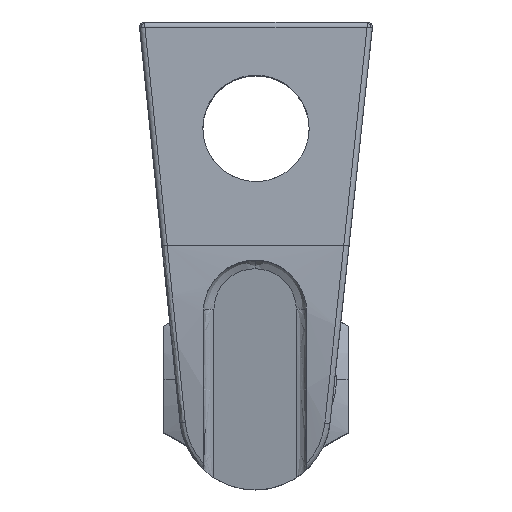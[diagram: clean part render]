
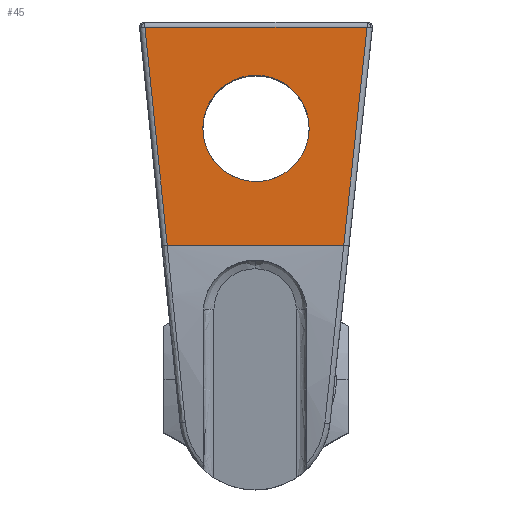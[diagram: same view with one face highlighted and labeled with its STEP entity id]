
A CAD part, top view. The second image highlights one B-rep face of the part: STEP entity #45.
In plain terms, the highlighted planar face has unit normal (0, 0, 1).
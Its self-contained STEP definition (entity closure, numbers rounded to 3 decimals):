
#45=ADVANCED_FACE('',(#165,#140),#1708,.T.);
#140=FACE_BOUND('',#280,.T.);
#165=FACE_OUTER_BOUND('',#279,.T.);
#279=EDGE_LOOP('',(#468,#469,#470,#471));
#280=EDGE_LOOP('',(#472,#473));
#468=ORIENTED_EDGE('',*,*,#974,.T.);
#469=ORIENTED_EDGE('',*,*,#973,.T.);
#470=ORIENTED_EDGE('',*,*,#971,.T.);
#471=ORIENTED_EDGE('',*,*,#972,.T.);
#472=ORIENTED_EDGE('',*,*,#958,.F.);
#473=ORIENTED_EDGE('',*,*,#960,.F.);
#958=EDGE_CURVE('',#1489,#1490,#1209,.T.);
#960=EDGE_CURVE('',#1490,#1489,#1211,.T.);
#971=EDGE_CURVE('',#1500,#1501,#1371,.T.);
#972=EDGE_CURVE('',#1501,#1502,#1372,.T.);
#973=EDGE_CURVE('',#1503,#1500,#1373,.T.);
#974=EDGE_CURVE('',#1502,#1503,#1374,.T.);
#1209=(
BOUNDED_CURVE()
B_SPLINE_CURVE(2,(#7178,#7179,#7180,#7181,#7182),.UNSPECIFIED.,.F.,.F.)
B_SPLINE_CURVE_WITH_KNOTS((3,2,3),(0.,7.854,15.708),
 .UNSPECIFIED.)
CURVE()
GEOMETRIC_REPRESENTATION_ITEM()
RATIONAL_B_SPLINE_CURVE((1.,0.707,1.,0.707,1.))
REPRESENTATION_ITEM('')
);
#1211=(
BOUNDED_CURVE()
B_SPLINE_CURVE(2,(#7188,#7189,#7190,#7191,#7192),.UNSPECIFIED.,.F.,.F.)
B_SPLINE_CURVE_WITH_KNOTS((3,2,3),(15.708,23.562,31.416),
 .UNSPECIFIED.)
CURVE()
GEOMETRIC_REPRESENTATION_ITEM()
RATIONAL_B_SPLINE_CURVE((1.,0.707,1.,0.707,1.))
REPRESENTATION_ITEM('')
);
#1371=B_SPLINE_CURVE_WITH_KNOTS('',1,(#7228,#7229),.UNSPECIFIED.,.F.,.F.,
(2,2),(-16.6,0.),.UNSPECIFIED.);
#1372=B_SPLINE_CURVE_WITH_KNOTS('',1,(#7230,#7231),.UNSPECIFIED.,.F.,.F.,
(2,2),(0.,20.617),.UNSPECIFIED.);
#1373=B_SPLINE_CURVE_WITH_KNOTS('',1,(#7232,#7233),.UNSPECIFIED.,.F.,.F.,
(2,2),(0.,20.607),.UNSPECIFIED.);
#1374=B_SPLINE_CURVE_WITH_KNOTS('',1,(#7234,#7235),.UNSPECIFIED.,.F.,.F.,
(2,2),(0.,20.89),.UNSPECIFIED.);
#1489=VERTEX_POINT('',#6945);
#1490=VERTEX_POINT('',#6946);
#1500=VERTEX_POINT('',#6956);
#1501=VERTEX_POINT('',#6957);
#1502=VERTEX_POINT('',#6958);
#1503=VERTEX_POINT('',#6959);
#1708=PLANE('',#1828);
#1828=AXIS2_PLACEMENT_3D('',#2579,#1863,$);
#1863=DIRECTION('',(0.,0.,1.));
#2579=CARTESIAN_POINT('',(-12.287,-23.051,42.));
#6945=CARTESIAN_POINT('',(5.249,-10.,42.));
#6946=CARTESIAN_POINT('',(-4.751,-10.,42.));
#6956=CARTESIAN_POINT('',(-8.101,-21.,42.));
#6957=CARTESIAN_POINT('',(8.499,-21.,42.));
#6958=CARTESIAN_POINT('',(10.693,-0.5,42.));
#6959=CARTESIAN_POINT('',(-10.197,-0.5,42.));
#7178=CARTESIAN_POINT('',(5.249,-10.,42.));
#7179=CARTESIAN_POINT('',(5.249,-5.,42.));
#7180=CARTESIAN_POINT('',(0.249,-5.,42.));
#7181=CARTESIAN_POINT('',(-4.751,-5.,42.));
#7182=CARTESIAN_POINT('',(-4.751,-10.,42.));
#7188=CARTESIAN_POINT('',(-4.751,-10.,42.));
#7189=CARTESIAN_POINT('',(-4.751,-15.,42.));
#7190=CARTESIAN_POINT('',(0.249,-15.,42.));
#7191=CARTESIAN_POINT('',(5.249,-15.,42.));
#7192=CARTESIAN_POINT('',(5.249,-10.,42.));
#7228=CARTESIAN_POINT('',(-8.101,-21.,42.));
#7229=CARTESIAN_POINT('',(8.499,-21.,42.));
#7230=CARTESIAN_POINT('',(8.499,-21.,42.));
#7231=CARTESIAN_POINT('',(10.693,-0.5,42.));
#7232=CARTESIAN_POINT('',(-10.197,-0.5,42.));
#7233=CARTESIAN_POINT('',(-8.101,-21.,42.));
#7234=CARTESIAN_POINT('',(10.693,-0.5,42.));
#7235=CARTESIAN_POINT('',(-10.197,-0.5,42.));
